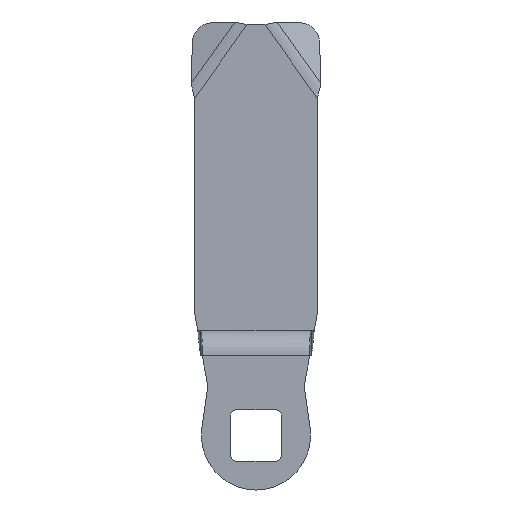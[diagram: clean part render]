
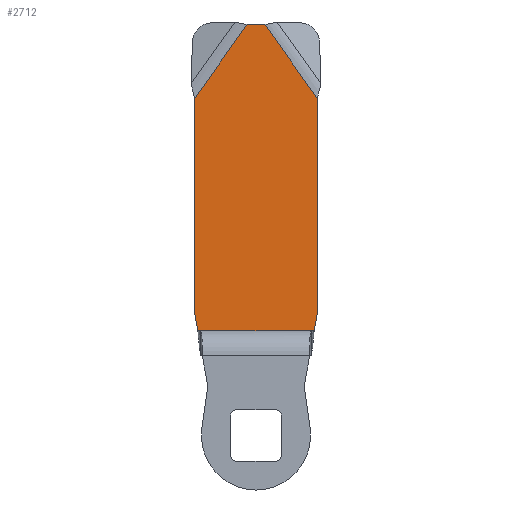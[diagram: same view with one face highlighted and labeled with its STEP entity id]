
A CAD part, front view. The second image highlights one B-rep face of the part: STEP entity #2712.
In plain terms, the highlighted planar face has unit normal (0, -1, 0).
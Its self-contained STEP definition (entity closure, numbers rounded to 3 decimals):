
#204 = CARTESIAN_POINT ( 'NONE',  ( 0., -1., 16.281 ) ) ;
#223 = ORIENTED_EDGE ( 'NONE', *, *, #4582, .F. ) ;
#329 = CARTESIAN_POINT ( 'NONE',  ( -9.55, -1., -1.395 ) ) ;
#343 = CARTESIAN_POINT ( 'NONE',  ( -9.059, -1., 16.281 ) ) ;
#430 = VECTOR ( 'NONE', #2391, 1000. ) ;
#459 = EDGE_CURVE ( 'NONE', #4347, #1112, #1902, .T. ) ;
#633 = ORIENTED_EDGE ( 'NONE', *, *, #2927, .F. ) ;
#654 = ORIENTED_EDGE ( 'NONE', *, *, #459, .F. ) ;
#690 = CARTESIAN_POINT ( 'NONE',  ( 9.55, -1., -1.395 ) ) ;
#806 = FACE_OUTER_BOUND ( 'NONE', #4135, .T. ) ;
#822 = VECTOR ( 'NONE', #3419, 1000. ) ;
#823 = VERTEX_POINT ( 'NONE', #2598 ) ;
#835 = VERTEX_POINT ( 'NONE', #4393 ) ;
#867 = DIRECTION ( 'NONE',  ( 0.578, 0., -0.816 ) ) ;
#976 = CARTESIAN_POINT ( 'NONE',  ( -9.55, -1., 19. ) ) ;
#1112 = VERTEX_POINT ( 'NONE', #1637 ) ;
#1218 = CARTESIAN_POINT ( 'NONE',  ( 1.4, -1., 64. ) ) ;
#1297 = CARTESIAN_POINT ( 'NONE',  ( -9.55, -1., 52.5 ) ) ;
#1337 = DIRECTION ( 'NONE',  ( 0.578, 0., 0.816 ) ) ;
#1458 = ORIENTED_EDGE ( 'NONE', *, *, #3246, .F. ) ;
#1556 = PLANE ( 'NONE',  #4500 ) ;
#1582 = CARTESIAN_POINT ( 'NONE',  ( 0., -1., -1.395 ) ) ;
#1637 = CARTESIAN_POINT ( 'NONE',  ( 9.059, -1., 16.281 ) ) ;
#1687 = CARTESIAN_POINT ( 'NONE',  ( 1.4, -1., 64. ) ) ;
#1860 = VECTOR ( 'NONE', #4567, 1000. ) ;
#1902 = LINE ( 'NONE', #3032, #4227 ) ;
#1909 = ORIENTED_EDGE ( 'NONE', *, *, #4070, .F. ) ;
#2113 = LINE ( 'NONE', #3539, #3506 ) ;
#2126 = DIRECTION ( 'NONE',  ( -0.178, 0., 0.984 ) ) ;
#2391 = DIRECTION ( 'NONE',  ( 0., 0., 1. ) ) ;
#2476 = ORIENTED_EDGE ( 'NONE', *, *, #3133, .F. ) ;
#2598 = CARTESIAN_POINT ( 'NONE',  ( -1.4, -1., 64. ) ) ;
#2712 = ADVANCED_FACE ( 'NONE', ( #806 ), #1556, .F. ) ;
#2783 = DIRECTION ( 'NONE',  ( 1., 0., 0. ) ) ;
#2799 = ORIENTED_EDGE ( 'NONE', *, *, #3149, .F. ) ;
#2927 = EDGE_CURVE ( 'NONE', #4533, #4347, #4206, .T. ) ;
#3002 = LINE ( 'NONE', #1218, #4029 ) ;
#3016 = DIRECTION ( 'NONE',  ( 0., 1., 0. ) ) ;
#3032 = CARTESIAN_POINT ( 'NONE',  ( 9.55, -1., 19. ) ) ;
#3133 = EDGE_CURVE ( 'NONE', #1112, #835, #3765, .T. ) ;
#3149 = EDGE_CURVE ( 'NONE', #3832, #4355, #3475, .T. ) ;
#3202 = EDGE_CURVE ( 'NONE', #4355, #823, #4540, .T. ) ;
#3246 = EDGE_CURVE ( 'NONE', #823, #3292, #2113, .T. ) ;
#3263 = ORIENTED_EDGE ( 'NONE', *, *, #3202, .F. ) ;
#3292 = VERTEX_POINT ( 'NONE', #1687 ) ;
#3419 = DIRECTION ( 'NONE',  ( -1., 0., 0. ) ) ;
#3429 = DIRECTION ( 'NONE',  ( -0.178, 0., -0.984 ) ) ;
#3437 = LINE ( 'NONE', #343, #4108 ) ;
#3475 = LINE ( 'NONE', #329, #430 ) ;
#3506 = VECTOR ( 'NONE', #2783, 1000. ) ;
#3539 = CARTESIAN_POINT ( 'NONE',  ( 0., -1., 64. ) ) ;
#3762 = CARTESIAN_POINT ( 'NONE',  ( 9.55, -1., 52.5 ) ) ;
#3765 = LINE ( 'NONE', #204, #822 ) ;
#3832 = VERTEX_POINT ( 'NONE', #976 ) ;
#4029 = VECTOR ( 'NONE', #867, 1000. ) ;
#4070 = EDGE_CURVE ( 'NONE', #3292, #4533, #3002, .T. ) ;
#4108 = VECTOR ( 'NONE', #2126, 1000. ) ;
#4135 = EDGE_LOOP ( 'NONE', ( #654, #633, #1909, #1458, #3263, #2799, #223, #2476 ) ) ;
#4145 = CARTESIAN_POINT ( 'NONE',  ( 9.55, -1., 19. ) ) ;
#4206 = LINE ( 'NONE', #690, #1860 ) ;
#4227 = VECTOR ( 'NONE', #3429, 1000. ) ;
#4341 = VECTOR ( 'NONE', #1337, 1000. ) ;
#4347 = VERTEX_POINT ( 'NONE', #4145 ) ;
#4355 = VERTEX_POINT ( 'NONE', #4439 ) ;
#4378 = DIRECTION ( 'NONE',  ( 0., 0., 1. ) ) ;
#4393 = CARTESIAN_POINT ( 'NONE',  ( -9.059, -1., 16.281 ) ) ;
#4439 = CARTESIAN_POINT ( 'NONE',  ( -9.55, -1., 52.5 ) ) ;
#4500 = AXIS2_PLACEMENT_3D ( 'NONE', #1582, #3016, #4378 ) ;
#4533 = VERTEX_POINT ( 'NONE', #3762 ) ;
#4540 = LINE ( 'NONE', #1297, #4341 ) ;
#4567 = DIRECTION ( 'NONE',  ( 0., 0., -1. ) ) ;
#4582 = EDGE_CURVE ( 'NONE', #835, #3832, #3437, .T. ) ;
